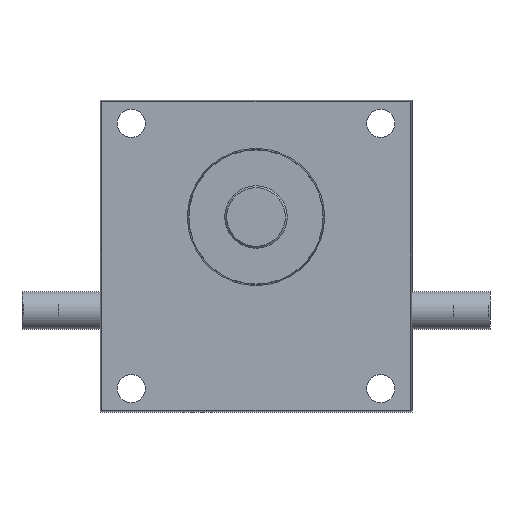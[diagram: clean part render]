
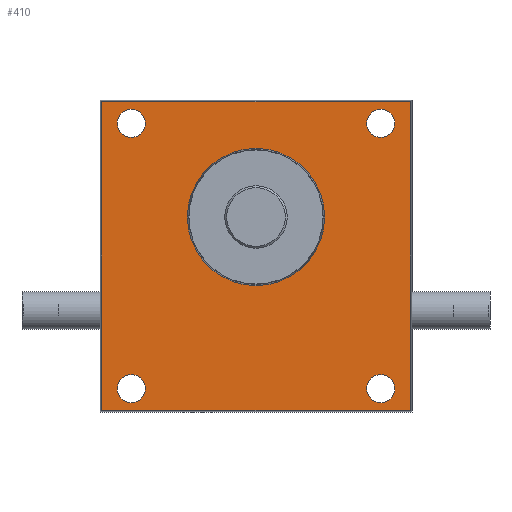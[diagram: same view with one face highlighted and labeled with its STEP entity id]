
A CAD part, front view. The second image highlights one B-rep face of the part: STEP entity #410.
In plain terms, the highlighted planar face has unit normal (0, -1, 0).
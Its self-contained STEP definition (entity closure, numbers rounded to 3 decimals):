
#410 = ADVANCED_FACE( '', ( #838, #839, #840, #841, #842, #843 ), #844, .F. );
#838 = FACE_BOUND( '', #1293, .T. );
#839 = FACE_BOUND( '', #1294, .T. );
#840 = FACE_BOUND( '', #1295, .T. );
#841 = FACE_BOUND( '', #1296, .T. );
#842 = FACE_BOUND( '', #1297, .T. );
#843 = FACE_OUTER_BOUND( '', #1298, .T. );
#844 = PLANE( '', #1299 );
#1293 = EDGE_LOOP( '', ( #2261 ) );
#1294 = EDGE_LOOP( '', ( #2262 ) );
#1295 = EDGE_LOOP( '', ( #2263 ) );
#1296 = EDGE_LOOP( '', ( #2264 ) );
#1297 = EDGE_LOOP( '', ( #2265 ) );
#1298 = EDGE_LOOP( '', ( #2266, #2267, #2268, #2269 ) );
#1299 = AXIS2_PLACEMENT_3D( '', #2270, #2271, #2272 );
#2261 = ORIENTED_EDGE( '', *, *, #2897, .F. );
#2262 = ORIENTED_EDGE( '', *, *, #3012, .F. );
#2263 = ORIENTED_EDGE( '', *, *, #3018, .F. );
#2264 = ORIENTED_EDGE( '', *, *, #3019, .F. );
#2265 = ORIENTED_EDGE( '', *, *, #3020, .F. );
#2266 = ORIENTED_EDGE( '', *, *, #3021, .T. );
#2267 = ORIENTED_EDGE( '', *, *, #2831, .F. );
#2268 = ORIENTED_EDGE( '', *, *, #3022, .F. );
#2269 = ORIENTED_EDGE( '', *, *, #2666, .T. );
#2270 = CARTESIAN_POINT( '', ( -49.5, -35., 67.5 ) );
#2271 = DIRECTION( '', ( 0., 1., 0. ) );
#2272 = DIRECTION( '', ( -1., 0., 0. ) );
#2666 = EDGE_CURVE( '', #3157, #3158, #3159, .T. );
#2831 = EDGE_CURVE( '', #3446, #3448, #3449, .T. );
#2897 = EDGE_CURVE( '', #3537, #3537, #3538, .F. );
#3012 = EDGE_CURVE( '', #3687, #3687, #3688, .F. );
#3018 = EDGE_CURVE( '', #3695, #3695, #3696, .F. );
#3019 = EDGE_CURVE( '', #3697, #3697, #3698, .F. );
#3020 = EDGE_CURVE( '', #3699, #3699, #3700, .F. );
#3021 = EDGE_CURVE( '', #3158, #3448, #3701, .T. );
#3022 = EDGE_CURVE( '', #3157, #3446, #3702, .T. );
#3157 = VERTEX_POINT( '', #3895 );
#3158 = VERTEX_POINT( '', #3896 );
#3159 = LINE( '', #3897, #3898 );
#3446 = VERTEX_POINT( '', #4291 );
#3448 = VERTEX_POINT( '', #4294 );
#3449 = LINE( '', #4295, #4296 );
#3537 = VERTEX_POINT( '', #4411 );
#3538 = CIRCLE( '', #4412, 4.5 );
#3687 = VERTEX_POINT( '', #4648 );
#3688 = CIRCLE( '', #4649, 4.5 );
#3695 = VERTEX_POINT( '', #4658 );
#3696 = CIRCLE( '', #4659, 4.5 );
#3697 = VERTEX_POINT( '', #4660 );
#3698 = CIRCLE( '', #4661, 4.5 );
#3699 = VERTEX_POINT( '', #4662 );
#3700 = CIRCLE( '', #4663, 22. );
#3701 = LINE( '', #4664, #4665 );
#3702 = LINE( '', #4666, #4667 );
#3895 = CARTESIAN_POINT( '', ( 49.5, -35., 67. ) );
#3896 = CARTESIAN_POINT( '', ( -49.5, -35., 67. ) );
#3897 = CARTESIAN_POINT( '', ( 70., -35., 67. ) );
#3898 = VECTOR( '', #4802, 1000. );
#4291 = CARTESIAN_POINT( '', ( 49.5, -35., -32. ) );
#4294 = CARTESIAN_POINT( '', ( -49.5, -35., -32. ) );
#4295 = CARTESIAN_POINT( '', ( 70., -35., -32. ) );
#4296 = VECTOR( '', #5030, 1000. );
#4411 = CARTESIAN_POINT( '', ( -44.5, -35., 60. ) );
#4412 = AXIS2_PLACEMENT_3D( '', #5100, #5101, #5102 );
#4648 = CARTESIAN_POINT( '', ( 35.5, -35., 60. ) );
#4649 = AXIS2_PLACEMENT_3D( '', #5200, #5201, #5202 );
#4658 = CARTESIAN_POINT( '', ( -44.5, -35., -25. ) );
#4659 = AXIS2_PLACEMENT_3D( '', #5205, #5206, #5207 );
#4660 = CARTESIAN_POINT( '', ( 35.5, -35., -25. ) );
#4661 = AXIS2_PLACEMENT_3D( '', #5208, #5209, #5210 );
#4662 = CARTESIAN_POINT( '', ( -22., -35., 30. ) );
#4663 = AXIS2_PLACEMENT_3D( '', #5211, #5212, #5213 );
#4664 = CARTESIAN_POINT( '', ( -49.5, -35., 67.5 ) );
#4665 = VECTOR( '', #5214, 1000. );
#4666 = CARTESIAN_POINT( '', ( 49.5, -35., 67.5 ) );
#4667 = VECTOR( '', #5215, 1000. );
#4802 = DIRECTION( '', ( -1., 0., 0. ) );
#5030 = DIRECTION( '', ( -1., 0., 0. ) );
#5100 = CARTESIAN_POINT( '', ( -40., -35., 60. ) );
#5101 = DIRECTION( '', ( 0., 1., 0. ) );
#5102 = DIRECTION( '', ( -1., 0., 0. ) );
#5200 = CARTESIAN_POINT( '', ( 40., -35., 60. ) );
#5201 = DIRECTION( '', ( 0., 1., 0. ) );
#5202 = DIRECTION( '', ( -1., 0., 0. ) );
#5205 = CARTESIAN_POINT( '', ( -40., -35., -25. ) );
#5206 = DIRECTION( '', ( 0., 1., 0. ) );
#5207 = DIRECTION( '', ( -1., 0., 0. ) );
#5208 = CARTESIAN_POINT( '', ( 40., -35., -25. ) );
#5209 = DIRECTION( '', ( 0., 1., 0. ) );
#5210 = DIRECTION( '', ( -1., 0., 0. ) );
#5211 = CARTESIAN_POINT( '', ( 0., -35., 30. ) );
#5212 = DIRECTION( '', ( 0., 1., 0. ) );
#5213 = DIRECTION( '', ( -1., 0., 0. ) );
#5214 = DIRECTION( '', ( 0., 0., -1. ) );
#5215 = DIRECTION( '', ( 0., 0., -1. ) );
